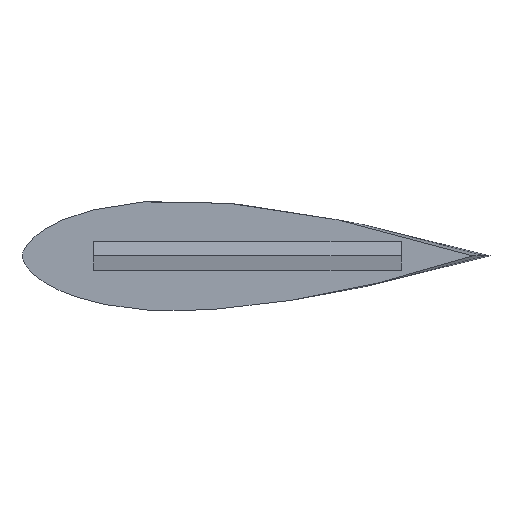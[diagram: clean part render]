
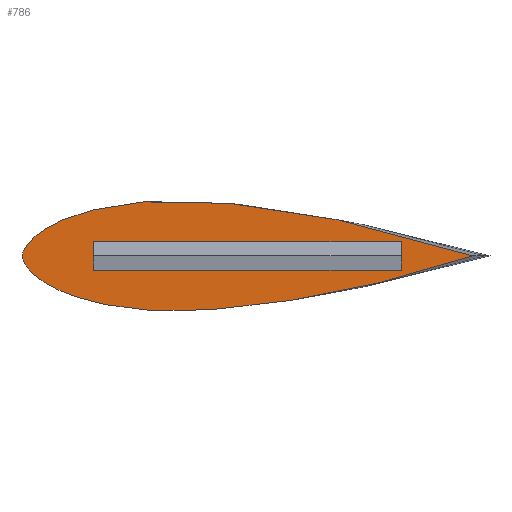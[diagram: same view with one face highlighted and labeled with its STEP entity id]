
A CAD part, front view. The second image highlights one B-rep face of the part: STEP entity #786.
In plain terms, the highlighted planar face has unit normal (0, -1, 0).
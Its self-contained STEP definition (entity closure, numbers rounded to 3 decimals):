
#1=CARTESIAN_POINT('',(39.459,-90.,0.));
#2=CARTESIAN_POINT('',(37.,-90.,0.837));
#3=CARTESIAN_POINT('',(31.945,-90.,2.43));
#4=CARTESIAN_POINT('',(23.62,-90.,4.634));
#5=CARTESIAN_POINT('',(15.517,-90.,6.413));
#6=CARTESIAN_POINT('',(8.515,-90.,7.692));
#7=CARTESIAN_POINT('',(2.262,-90.,8.626));
#8=CARTESIAN_POINT('',(-3.289,-90.,9.245));
#9=CARTESIAN_POINT('',(-8.22,-90.,9.591));
#10=CARTESIAN_POINT('',(-12.591,-90.,9.696));
#11=CARTESIAN_POINT('',(-16.454,-90.,9.598));
#12=CARTESIAN_POINT('',(-19.851,-90.,9.329));
#13=CARTESIAN_POINT('',(-22.838,-90.,8.93));
#14=CARTESIAN_POINT('',(-25.464,-90.,8.436));
#15=CARTESIAN_POINT('',(-27.768,-90.,7.878));
#16=CARTESIAN_POINT('',(-29.787,-90.,7.278));
#17=CARTESIAN_POINT('',(-31.545,-90.,6.645));
#18=CARTESIAN_POINT('',(-33.068,-90.,5.99));
#19=CARTESIAN_POINT('',(-34.384,-90.,5.326));
#20=CARTESIAN_POINT('',(-35.516,-90.,4.664));
#21=CARTESIAN_POINT('',(-36.48,-90.,4.007));
#22=CARTESIAN_POINT('',(-37.286,-90.,3.36));
#23=CARTESIAN_POINT('',(-37.944,-90.,2.728));
#24=CARTESIAN_POINT('',(-38.467,-90.,2.117));
#25=CARTESIAN_POINT('',(-38.869,-90.,1.533));
#26=CARTESIAN_POINT('',(-39.164,-90.,0.98));
#27=CARTESIAN_POINT('',(-39.361,-90.,0.464));
#28=CARTESIAN_POINT('',(-39.434,-90.,0.15));
#29=CARTESIAN_POINT('',(-39.458,-90.,
0.));
#66=DIRECTION('',(0.,0.,-1.));
#67=VECTOR('',#66,5.);
#68=CARTESIAN_POINT('',(-26.915,-90.,2.5));
#69=LINE('',#68,#67);
#70=DIRECTION('',(1.,0.,0.));
#71=VECTOR('',#70,53.83);
#72=CARTESIAN_POINT('',(-26.915,-90.,-2.5));
#73=LINE('',#72,#71);
#74=CARTESIAN_POINT('',(-39.458,-90.,
0.));
#75=CARTESIAN_POINT('',(-39.433,-90.,
-0.151));
#76=CARTESIAN_POINT('',(-39.359,-90.,
-0.468));
#77=CARTESIAN_POINT('',(-39.161,-90.,
-0.986));
#78=CARTESIAN_POINT('',(-38.864,-90.,-1.541));
#79=CARTESIAN_POINT('',(-38.458,-90.,-2.128));
#80=CARTESIAN_POINT('',(-37.93,-90.,-2.743));
#81=CARTESIAN_POINT('',(-37.266,-90.,-3.377));
#82=CARTESIAN_POINT('',(-36.455,-90.,-4.025));
#83=CARTESIAN_POINT('',(-35.487,-90.,-4.682));
#84=CARTESIAN_POINT('',(-34.351,-90.,-5.343));
#85=CARTESIAN_POINT('',(-33.029,-90.,-6.008));
#86=CARTESIAN_POINT('',(-31.496,-90.,-6.664));
#87=CARTESIAN_POINT('',(-29.732,-90.,-7.296));
#88=CARTESIAN_POINT('',(-27.711,-90.,-7.893));
#89=CARTESIAN_POINT('',(-25.403,-90.,-8.449));
#90=CARTESIAN_POINT('',(-22.777,-90.,-8.939));
#91=CARTESIAN_POINT('',(-19.79,-90.,-9.335));
#92=CARTESIAN_POINT('',(-16.384,-90.,-9.601));
#93=CARTESIAN_POINT('',(-12.522,-90.,-9.695));
#94=CARTESIAN_POINT('',(-8.165,-90.,-9.588));
#95=CARTESIAN_POINT('',(-3.25,-90.,-9.24));
#96=CARTESIAN_POINT('',(2.28,-90.,-8.623));
#97=CARTESIAN_POINT('',(8.515,-90.,-7.692));
#98=CARTESIAN_POINT('',(15.514,-90.,-6.412));
#99=CARTESIAN_POINT('',(23.566,-90.,-4.646));
#100=CARTESIAN_POINT('',(31.896,-90.,-2.444));
#101=CARTESIAN_POINT('',(36.979,-90.,
-0.844));
#102=CARTESIAN_POINT('',(39.459,-90.,0.));
#231=DIRECTION('',(0.,0.,-1.));
#232=VECTOR('',#231,5.);
#233=CARTESIAN_POINT('',(26.915,-90.,2.5));
#234=LINE('',#233,#232);
#243=DIRECTION('',(1.,0.,0.));
#244=VECTOR('',#243,53.83);
#245=CARTESIAN_POINT('',(-26.915,-90.,2.5));
#246=LINE('',#245,#244);
#251=VERTEX_POINT('',#1);
#252=VERTEX_POINT('',#29);
#257=CARTESIAN_POINT('',(26.915,-90.,2.5));
#258=CARTESIAN_POINT('',(26.915,-90.,-2.5));
#259=VERTEX_POINT('',#257);
#260=VERTEX_POINT('',#258);
#261=CARTESIAN_POINT('',(-26.915,-90.,2.5));
#262=VERTEX_POINT('',#261);
#263=CARTESIAN_POINT('',(-26.915,-90.,
-2.5));
#264=VERTEX_POINT('',#263);
#766=CARTESIAN_POINT('',(142.678,-90.,-96.11));
#767=DIRECTION('',(0.,1.,0.));
#768=DIRECTION('',(-1.,0.,0.));
#769=AXIS2_PLACEMENT_3D('',#766,#767,#768);
#770=PLANE('',#769);
#771=ORIENTED_EDGE('',*,*,#751,.F.);
#773=ORIENTED_EDGE('',*,*,#772,.F.);
#774=EDGE_LOOP('',(#771,#773));
#775=FACE_OUTER_BOUND('',#774,.F.);
#777=ORIENTED_EDGE('',*,*,#776,.F.);
#779=ORIENTED_EDGE('',*,*,#778,.F.);
#781=ORIENTED_EDGE('',*,*,#780,.T.);
#783=ORIENTED_EDGE('',*,*,#782,.T.);
#784=EDGE_LOOP('',(#777,#779,#781,#783));
#785=FACE_BOUND('',#784,.F.);
#786=ADVANCED_FACE('',(#775,#785),#770,.F.);
#30=B_SPLINE_CURVE_WITH_KNOTS('',3,(#1,#2,#3,#4,#5,#6,#7,#8,#9,#10,#11,#12,#13,
#14,#15,#16,#17,#18,#19,#20,#21,#22,#23,#24,#25,#26,#27,#28,#29),.UNSPECIFIED.,
.F.,.F.,(4,1,1,1,1,1,1,1,1,1,1,1,1,1,1,1,1,1,1,1,1,1,1,1,1,1,4),(0.,
0.038,0.077,0.115,0.154,
0.192,0.231,0.269,0.308,
0.346,0.385,0.423,0.462,0.5,
0.538,0.577,0.615,0.654,
0.692,0.731,0.769,0.808,
0.846,0.885,0.923,0.962,1.),
.UNSPECIFIED.);
#103=B_SPLINE_CURVE_WITH_KNOTS('',3,(#74,#75,#76,#77,#78,#79,#80,#81,#82,#83,
#84,#85,#86,#87,#88,#89,#90,#91,#92,#93,#94,#95,#96,#97,#98,#99,#100,#101,#102),
.UNSPECIFIED.,.F.,.F.,(4,1,1,1,1,1,1,1,1,1,1,1,1,1,1,1,1,1,1,1,1,1,1,1,1,1,4),(
0.,0.038,0.077,0.115,0.154,
0.192,0.231,0.269,0.308,
0.346,0.385,0.423,0.462,0.5,
0.538,0.577,0.615,0.654,
0.692,0.731,0.769,0.808,
0.846,0.885,0.923,0.962,1.),
.UNSPECIFIED.);
#751=EDGE_CURVE('',#251,#252,#30,.T.);
#772=EDGE_CURVE('',#252,#251,#103,.T.);
#776=EDGE_CURVE('',#259,#260,#234,.T.);
#778=EDGE_CURVE('',#262,#259,#246,.T.);
#780=EDGE_CURVE('',#262,#264,#69,.T.);
#782=EDGE_CURVE('',#264,#260,#73,.T.);
